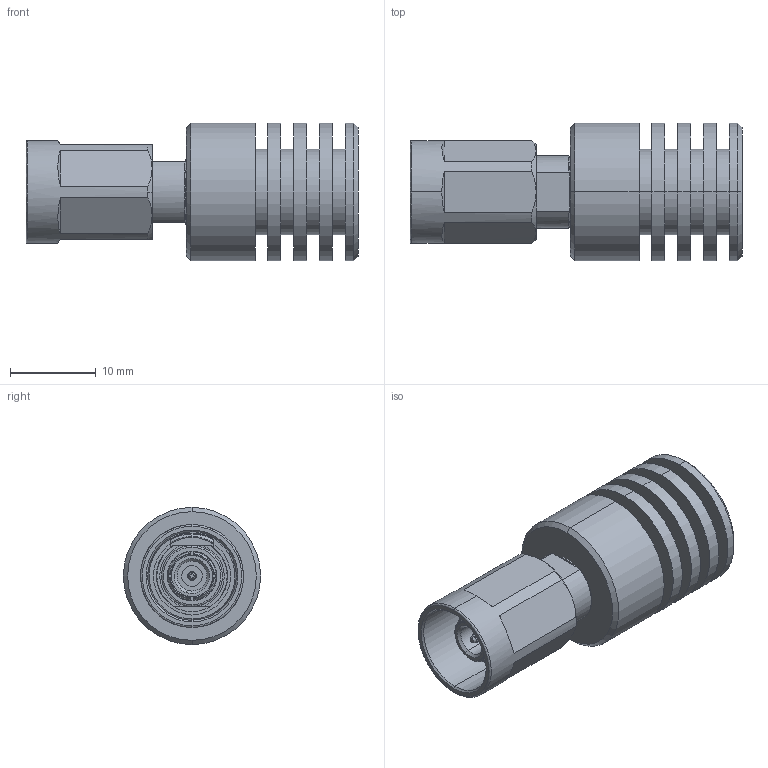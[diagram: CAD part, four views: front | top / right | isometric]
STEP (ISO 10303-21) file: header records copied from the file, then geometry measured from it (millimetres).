
FILE_DESCRIPTION (( 'STEP AP214' ), '1' );
FILE_NAME ('FMTR1160_3D.step', '2024-02-02T20:55:43', ( '' ), ( '' ), 'SwSTEP 2.0', 'SolidWorks 2022', '' );
FILE_SCHEMA (( 'AUTOMOTIVE_DESIGN' ));
Length unit declared in the file: inch
Products named in the file (4): WJ-0697^TR1160 - L5-6-10M(2)_FMTR1160; TR1160 - L5-6-10M(2)^FMTR1160; JT^TR1160 - L5-6-10M(2)_FMTR1160; FMTR1160_3D
Assembly tree (3 placements, depth 3):
  FMTR1160_3D
    TR1160 - L5-6-10M(2)^FMTR1160
      WJ-0697^TR1160 - L5-6-10M(2)_FMTR1160
      JT^TR1160 - L5-6-10M(2)_FMTR1160
Bounding box: 38.7 x 16 x 16 mm (x, y, z)
Volume: 3273.8 mm3; surface area: 3955.9 mm2
Topology: 1 solids, 16 shells, 187 faces, 480 edges, 318 vertices
Faces by surface type: plane 61, cylinder 50, cone 39, bspline 37
Entity records: 7818 total; most frequent: CARTESIAN_POINT 4222, ORIENTED_EDGE 851, EDGE_CURVE 478, DIRECTION 418, B_SPLINE_CURVE_WITH_KNOTS 356, VERTEX_POINT 318, EDGE_LOOP 203, AXIS2_PLACEMENT_3D 198
